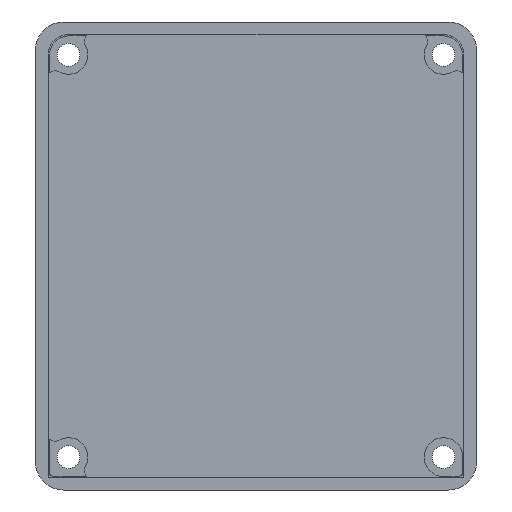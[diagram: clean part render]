
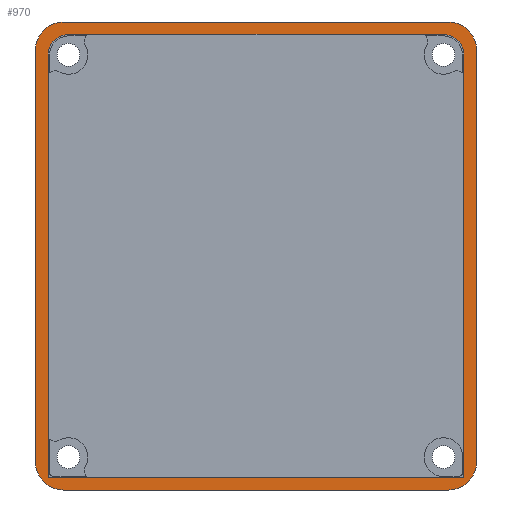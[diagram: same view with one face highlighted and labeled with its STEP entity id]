
A CAD part, left-side view. The second image highlights one B-rep face of the part: STEP entity #970.
In plain terms, the highlighted planar face has unit normal (-1, 0, 0).
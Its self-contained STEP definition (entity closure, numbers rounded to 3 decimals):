
#31=FACE_BOUND('',#175,.T.);
#54=PLANE('',#1089);
#107=FACE_OUTER_BOUND('',#174,.T.);
#174=EDGE_LOOP('',(#860,#861,#862,#863,#864,#865,#866,#867));
#175=EDGE_LOOP('',(#868,#869,#870,#871,#872,#873));
#232=LINE('',#1586,#316);
#235=LINE('',#1591,#319);
#253=LINE('',#1645,#337);
#257=LINE('',#1654,#341);
#259=LINE('',#1661,#343);
#260=LINE('',#1665,#344);
#261=LINE('',#1667,#345);
#262=LINE('',#1668,#346);
#316=VECTOR('',#1298,10.);
#319=VECTOR('',#1303,10.);
#337=VECTOR('',#1357,10.);
#341=VECTOR('',#1367,10.);
#343=VECTOR('',#1375,10.);
#344=VECTOR('',#1378,10.);
#345=VECTOR('',#1381,10.);
#346=VECTOR('',#1382,10.);
#388=CIRCLE('',#1061,3.);
#389=CIRCLE('',#1063,3.);
#398=CIRCLE('',#1085,4.);
#399=CIRCLE('',#1088,4.);
#400=CIRCLE('',#1090,4.);
#401=CIRCLE('',#1091,4.);
#460=VERTEX_POINT('',#1573);
#461=VERTEX_POINT('',#1575);
#462=VERTEX_POINT('',#1579);
#463=VERTEX_POINT('',#1581);
#464=VERTEX_POINT('',#1585);
#465=VERTEX_POINT('',#1589);
#482=VERTEX_POINT('',#1642);
#483=VERTEX_POINT('',#1644);
#484=VERTEX_POINT('',#1648);
#485=VERTEX_POINT('',#1652);
#486=VERTEX_POINT('',#1656);
#487=VERTEX_POINT('',#1660);
#488=VERTEX_POINT('',#1662);
#489=VERTEX_POINT('',#1664);
#575=EDGE_CURVE('',#461,#460,#388,.T.);
#578=EDGE_CURVE('',#463,#462,#389,.T.);
#580=EDGE_CURVE('',#461,#464,#232,.F.);
#583=EDGE_CURVE('',#465,#462,#235,.F.);
#609=EDGE_CURVE('',#482,#483,#253,.F.);
#612=EDGE_CURVE('',#484,#482,#398,.F.);
#614=EDGE_CURVE('',#485,#484,#257,.F.);
#616=EDGE_CURVE('',#486,#485,#399,.F.);
#617=EDGE_CURVE('',#487,#486,#259,.F.);
#618=EDGE_CURVE('',#488,#487,#400,.F.);
#619=EDGE_CURVE('',#489,#488,#260,.F.);
#620=EDGE_CURVE('',#483,#489,#401,.F.);
#621=EDGE_CURVE('',#464,#465,#261,.F.);
#622=EDGE_CURVE('',#463,#460,#262,.F.);
#860=ORIENTED_EDGE('',*,*,#616,.F.);
#861=ORIENTED_EDGE('',*,*,#617,.F.);
#862=ORIENTED_EDGE('',*,*,#618,.F.);
#863=ORIENTED_EDGE('',*,*,#619,.F.);
#864=ORIENTED_EDGE('',*,*,#620,.F.);
#865=ORIENTED_EDGE('',*,*,#609,.F.);
#866=ORIENTED_EDGE('',*,*,#612,.F.);
#867=ORIENTED_EDGE('',*,*,#614,.F.);
#868=ORIENTED_EDGE('',*,*,#621,.F.);
#869=ORIENTED_EDGE('',*,*,#580,.F.);
#870=ORIENTED_EDGE('',*,*,#575,.T.);
#871=ORIENTED_EDGE('',*,*,#622,.F.);
#872=ORIENTED_EDGE('',*,*,#578,.T.);
#873=ORIENTED_EDGE('',*,*,#583,.F.);
#970=ADVANCED_FACE('',(#107,#31),#54,.T.);
#1061=AXIS2_PLACEMENT_3D('',#1576,#1287,#1288);
#1063=AXIS2_PLACEMENT_3D('',#1582,#1293,#1294);
#1085=AXIS2_PLACEMENT_3D('',#1650,#1362,#1363);
#1088=AXIS2_PLACEMENT_3D('',#1658,#1371,#1372);
#1089=AXIS2_PLACEMENT_3D('',#1659,#1373,#1374);
#1090=AXIS2_PLACEMENT_3D('',#1663,#1376,#1377);
#1091=AXIS2_PLACEMENT_3D('',#1666,#1379,#1380);
#1287=DIRECTION('center_axis',(1.,0.,0.));
#1288=DIRECTION('ref_axis',(0.,0.,1.));
#1293=DIRECTION('center_axis',(1.,0.,0.));
#1294=DIRECTION('ref_axis',(0.,-1.,0.));
#1298=DIRECTION('',(0.,0.,1.));
#1303=DIRECTION('',(0.,0.,-1.));
#1357=DIRECTION('',(0.,1.,0.));
#1362=DIRECTION('center_axis',(-1.,0.,0.));
#1363=DIRECTION('ref_axis',(0.,0.707,0.707));
#1367=DIRECTION('',(0.,0.,-1.));
#1371=DIRECTION('center_axis',(-1.,0.,0.));
#1372=DIRECTION('ref_axis',(0.,0.707,-0.707));
#1373=DIRECTION('center_axis',(-1.,0.,0.));
#1374=DIRECTION('ref_axis',(0.,0.,
1.));
#1375=DIRECTION('',(0.,-1.,0.));
#1376=DIRECTION('center_axis',(-1.,0.,0.));
#1377=DIRECTION('ref_axis',(0.,-0.707,-0.707));
#1378=DIRECTION('',(0.,0.,1.));
#1379=DIRECTION('center_axis',(-1.,0.,0.));
#1380=DIRECTION('ref_axis',(0.,-0.707,0.707));
#1381=DIRECTION('',(0.,1.,0.));
#1382=DIRECTION('',(0.,-1.,0.));
#1573=CARTESIAN_POINT('',(289.7,571.557,554.768));
#1575=CARTESIAN_POINT('',(289.7,574.557,551.768));
#1576=CARTESIAN_POINT('Origin',(289.7,571.557,551.768));
#1579=CARTESIAN_POINT('',(289.7,514.476,551.768));
#1581=CARTESIAN_POINT('',(289.7,517.476,554.768));
#1582=CARTESIAN_POINT('Origin',(289.7,517.476,551.768));
#1585=CARTESIAN_POINT('',(289.7,574.557,490.768));
#1586=CARTESIAN_POINT('',(289.7,574.557,536.268));
#1589=CARTESIAN_POINT('',(289.7,514.476,490.768));
#1591=CARTESIAN_POINT('',(289.7,514.476,509.268));
#1642=CARTESIAN_POINT('',(289.7,572.357,556.568));
#1644=CARTESIAN_POINT('',(289.7,516.676,556.568));
#1645=CARTESIAN_POINT('',(289.7,558.887,556.568));
#1648=CARTESIAN_POINT('',(289.7,576.357,552.568));
#1650=CARTESIAN_POINT('Origin',(289.7,572.357,552.568));
#1652=CARTESIAN_POINT('',(289.7,576.357,492.968));
#1654=CARTESIAN_POINT('',(289.7,576.357,508.868));
#1656=CARTESIAN_POINT('',(289.7,572.357,488.968));
#1658=CARTESIAN_POINT('Origin',(289.7,572.357,492.968));
#1659=CARTESIAN_POINT('Origin',(289.7,545.416,523.768));
#1660=CARTESIAN_POINT('',(289.7,516.676,488.968));
#1661=CARTESIAN_POINT('',(289.7,531.046,488.968));
#1662=CARTESIAN_POINT('',(289.7,512.676,492.968));
#1663=CARTESIAN_POINT('Origin',(289.7,516.676,492.968));
#1664=CARTESIAN_POINT('',(289.7,512.676,552.568));
#1665=CARTESIAN_POINT('',(289.7,512.676,536.668));
#1666=CARTESIAN_POINT('Origin',(289.7,516.676,552.568));
#1667=CARTESIAN_POINT('',(289.7,558.487,490.768));
#1668=CARTESIAN_POINT('',(289.7,531.446,554.768));
